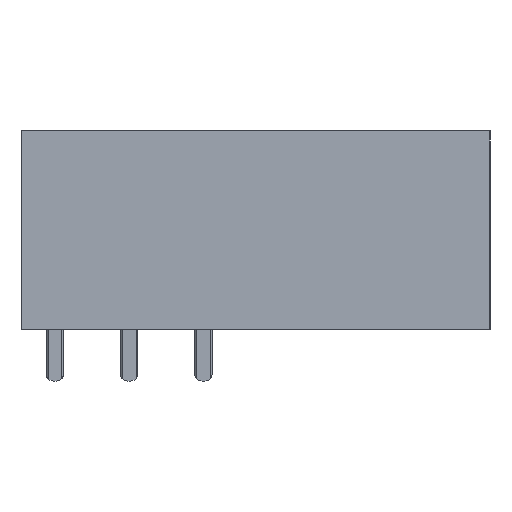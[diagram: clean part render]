
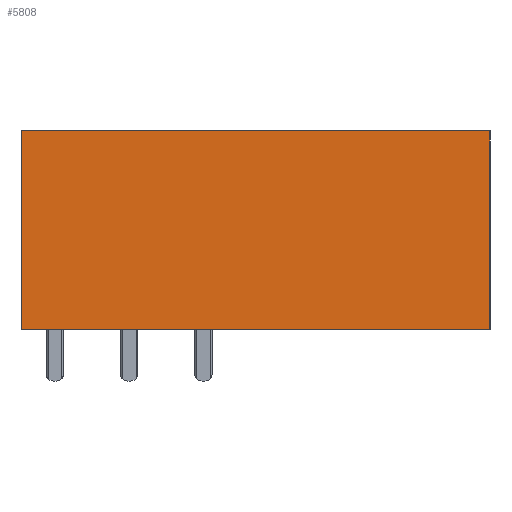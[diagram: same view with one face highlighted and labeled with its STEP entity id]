
A CAD part, left-side view. The second image highlights one B-rep face of the part: STEP entity #5808.
In plain terms, the highlighted planar face has unit normal (-1, 0, 0).
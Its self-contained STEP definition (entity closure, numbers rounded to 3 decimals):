
#5790=AXIS2_PLACEMENT_3D('Plane Axis2P3D',#5787,#5788,#5789) ;
#872=CARTESIAN_POINT('Vertex',(0.,0.,17.1)) ;
#875=CARTESIAN_POINT('Line Origine',(0.,0.,10.3)) ;
#879=CARTESIAN_POINT('Vertex',(0.,0.,3.5)) ;
#5739=CARTESIAN_POINT('Vertex',(0.,32.,3.5)) ;
#5742=CARTESIAN_POINT('Line Origine',(0.,32.,10.3)) ;
#5746=CARTESIAN_POINT('Vertex',(0.,32.,17.1)) ;
#5787=CARTESIAN_POINT('Axis2P3D Location',(0.,0.,0.)) ;
#5792=CARTESIAN_POINT('Line Origine',(0.,16.,17.1)) ;
#5797=CARTESIAN_POINT('Line Origine',(0.,16.,3.5)) ;
#876=DIRECTION('Vector Direction',(0.,0.,-1.)) ;
#5743=DIRECTION('Vector Direction',(0.,0.,1.)) ;
#5788=DIRECTION('Axis2P3D Direction',(-1.,0.,0.)) ;
#5789=DIRECTION('Axis2P3D XDirection',(0.,0.,1.)) ;
#5793=DIRECTION('Vector Direction',(0.,-1.,0.)) ;
#5798=DIRECTION('Vector Direction',(0.,1.,0.)) ;
#877=VECTOR('Line Direction',#876,1.) ;
#5744=VECTOR('Line Direction',#5743,1.) ;
#5794=VECTOR('Line Direction',#5793,1.) ;
#5799=VECTOR('Line Direction',#5798,1.) ;
#5803=ORIENTED_EDGE('',*,*,#881,.T.) ;
#5804=ORIENTED_EDGE('',*,*,#5796,.T.) ;
#5805=ORIENTED_EDGE('',*,*,#5748,.T.) ;
#5806=ORIENTED_EDGE('',*,*,#5801,.T.) ;
#5808=ADVANCED_FACE('Housing',(#5807),#5791,.T.) ;
#881=EDGE_CURVE('',#880,#873,#878,.F.) ;
#5748=EDGE_CURVE('',#5747,#5740,#5745,.F.) ;
#5796=EDGE_CURVE('',#873,#5747,#5795,.F.) ;
#5801=EDGE_CURVE('',#5740,#880,#5800,.F.) ;
#5802=EDGE_LOOP('',(#5803,#5804,#5805,#5806)) ;
#5807=FACE_OUTER_BOUND('',#5802,.T.) ;
#878=LINE('Line',#875,#877) ;
#5745=LINE('Line',#5742,#5744) ;
#5795=LINE('Line',#5792,#5794) ;
#5800=LINE('Line',#5797,#5799) ;
#5791=PLANE('',#5790) ;
#873=VERTEX_POINT('',#872) ;
#880=VERTEX_POINT('',#879) ;
#5740=VERTEX_POINT('',#5739) ;
#5747=VERTEX_POINT('',#5746) ;
